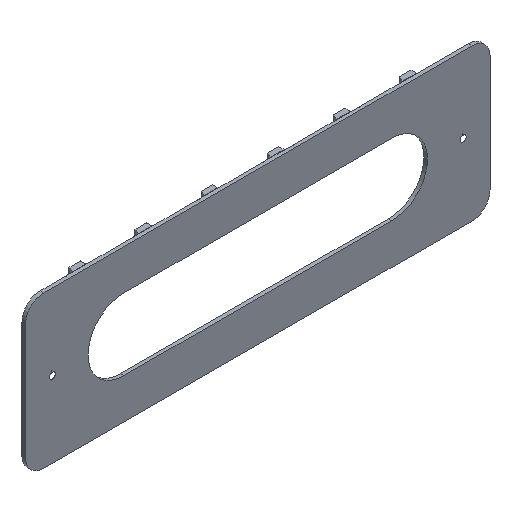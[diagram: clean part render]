
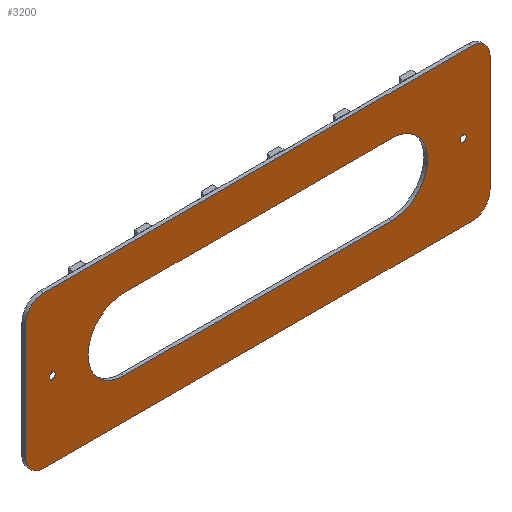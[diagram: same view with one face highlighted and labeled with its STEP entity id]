
A CAD part, isometric view. The second image highlights one B-rep face of the part: STEP entity #3200.
In plain terms, the highlighted planar face has unit normal (0, -1, 0).
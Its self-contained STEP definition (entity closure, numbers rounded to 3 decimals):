
#23 = ORIENTED_EDGE ( 'NONE', *, *, #3856, .T. ) ;
#30 = CARTESIAN_POINT ( 'NONE',  ( 260., 0., -10. ) ) ;
#230 = CARTESIAN_POINT ( 'NONE',  ( 250., 0., -10. ) ) ;
#237 = CARTESIAN_POINT ( 'NONE',  ( 245., 0., -44.136 ) ) ;
#257 = EDGE_CURVE ( 'NONE', #1310, #2939, #423, .T. ) ;
#272 = EDGE_CURVE ( 'NONE', #1474, #2797, #3316, .T. ) ;
#300 = DIRECTION ( 'NONE',  ( 0., 0., -1. ) ) ;
#301 = CIRCLE ( 'NONE', #1458, 10. ) ;
#317 = ORIENTED_EDGE ( 'NONE', *, *, #1038, .F. ) ;
#395 = EDGE_CURVE ( 'NONE', #2939, #2780, #301, .T. ) ;
#409 = CARTESIAN_POINT ( 'NONE',  ( 15., 0., -44.136 ) ) ;
#417 = LINE ( 'NONE', #3534, #905 ) ;
#423 = LINE ( 'NONE', #3052, #1960 ) ;
#442 = ORIENTED_EDGE ( 'NONE', *, *, #2703, .F. ) ;
#462 = CIRCLE ( 'NONE', #3545, 10. ) ;
#466 = AXIS2_PLACEMENT_3D ( 'NONE', #2894, #3283, #3235 ) ;
#492 = FACE_BOUND ( 'NONE', #1373, .T. ) ;
#563 = FACE_BOUND ( 'NONE', #1835, .T. ) ;
#595 = VECTOR ( 'NONE', #969, 1000. ) ;
#596 = DIRECTION ( 'NONE',  ( 0., 1., 0. ) ) ;
#615 = ORIENTED_EDGE ( 'NONE', *, *, #702, .T. ) ;
#659 = DIRECTION ( 'NONE',  ( 0., 1., 0. ) ) ;
#678 = ORIENTED_EDGE ( 'NONE', *, *, #395, .F. ) ;
#702 = EDGE_CURVE ( 'NONE', #2866, #2862, #2591, .T. ) ;
#777 = VERTEX_POINT ( 'NONE', #30 ) ;
#797 = CARTESIAN_POINT ( 'NONE',  ( 250., 0., -22.5 ) ) ;
#803 = VERTEX_POINT ( 'NONE', #409 ) ;
#808 = DIRECTION ( 'NONE',  ( 0., 1., 0. ) ) ;
#890 = CARTESIAN_POINT ( 'NONE',  ( 15., 0., -42.5 ) ) ;
#905 = VECTOR ( 'NONE', #1098, 1000. ) ;
#921 = CARTESIAN_POINT ( 'NONE',  ( 260., 0., -75. ) ) ;
#933 = CARTESIAN_POINT ( 'NONE',  ( 0., 0., -75. ) ) ;
#936 = DIRECTION ( 'NONE',  ( 0., 0., -1. ) ) ;
#969 = DIRECTION ( 'NONE',  ( 0., 0., 1. ) ) ;
#994 = LINE ( 'NONE', #4046, #595 ) ;
#1006 = VERTEX_POINT ( 'NONE', #1020 ) ;
#1020 = CARTESIAN_POINT ( 'NONE',  ( 15., 0., -40.864 ) ) ;
#1038 = EDGE_CURVE ( 'NONE', #777, #2074, #3972, .T. ) ;
#1047 = AXIS2_PLACEMENT_3D ( 'NONE', #4033, #2658, #2059 ) ;
#1056 = DIRECTION ( 'NONE',  ( 0., 1., 0. ) ) ;
#1084 = DIRECTION ( 'NONE',  ( 0., 1., 0. ) ) ;
#1086 = CARTESIAN_POINT ( 'NONE',  ( 10., 0., -85. ) ) ;
#1098 = DIRECTION ( 'NONE',  ( -1., 0., 0. ) ) ;
#1152 = ORIENTED_EDGE ( 'NONE', *, *, #272, .T. ) ;
#1165 = LINE ( 'NONE', #797, #4219 ) ;
#1219 = CARTESIAN_POINT ( 'NONE',  ( 15., 0., -42.5 ) ) ;
#1227 = EDGE_CURVE ( 'NONE', #2780, #1999, #994, .T. ) ;
#1240 = ORIENTED_EDGE ( 'NONE', *, *, #4342, .T. ) ;
#1254 = CARTESIAN_POINT ( 'NONE',  ( 245., 0., -42.5 ) ) ;
#1302 = CARTESIAN_POINT ( 'NONE',  ( 10., 0., -10. ) ) ;
#1310 = VERTEX_POINT ( 'NONE', #1443 ) ;
#1349 = AXIS2_PLACEMENT_3D ( 'NONE', #1219, #808, #3568 ) ;
#1373 = EDGE_LOOP ( 'NONE', ( #2742, #1951, #1240, #615 ) ) ;
#1443 = CARTESIAN_POINT ( 'NONE',  ( 250., 0., -85. ) ) ;
#1458 = AXIS2_PLACEMENT_3D ( 'NONE', #1693, #2710, #4087 ) ;
#1474 = VERTEX_POINT ( 'NONE', #237 ) ;
#1523 = DIRECTION ( 'NONE',  ( 0., 1., 0. ) ) ;
#1558 = CARTESIAN_POINT ( 'NONE',  ( 55., 0., -62.5 ) ) ;
#1568 = DIRECTION ( 'NONE',  ( 0., 0., -1. ) ) ;
#1682 = VECTOR ( 'NONE', #3997, 1000. ) ;
#1693 = CARTESIAN_POINT ( 'NONE',  ( 10., 0., -75. ) ) ;
#1721 = DIRECTION ( 'NONE',  ( 0., 0., -1. ) ) ;
#1835 = EDGE_LOOP ( 'NONE', ( #2809, #3861 ) ) ;
#1854 = CARTESIAN_POINT ( 'NONE',  ( 10., 0., 0. ) ) ;
#1919 = AXIS2_PLACEMENT_3D ( 'NONE', #1254, #596, #936 ) ;
#1951 = ORIENTED_EDGE ( 'NONE', *, *, #3256, .T. ) ;
#1960 = VECTOR ( 'NONE', #4170, 1000. ) ;
#1999 = VERTEX_POINT ( 'NONE', #3499 ) ;
#2059 = DIRECTION ( 'NONE',  ( 0., 0., -1. ) ) ;
#2063 = VERTEX_POINT ( 'NONE', #1558 ) ;
#2074 = VERTEX_POINT ( 'NONE', #921 ) ;
#2097 = AXIS2_PLACEMENT_3D ( 'NONE', #4235, #1084, #3151 ) ;
#2270 = CIRCLE ( 'NONE', #1919, 1.636 ) ;
#2412 = AXIS2_PLACEMENT_3D ( 'NONE', #890, #2567, #4341 ) ;
#2479 = VECTOR ( 'NONE', #4076, 1000. ) ;
#2555 = FACE_BOUND ( 'NONE', #3690, .T. ) ;
#2567 = DIRECTION ( 'NONE',  ( 0., 1., 0. ) ) ;
#2591 = CIRCLE ( 'NONE', #2876, 20. ) ;
#2648 = ORIENTED_EDGE ( 'NONE', *, *, #2811, .F. ) ;
#2649 = CARTESIAN_POINT ( 'NONE',  ( 10., 0., 0. ) ) ;
#2653 = CARTESIAN_POINT ( 'NONE',  ( 55., 0., -42.5 ) ) ;
#2658 = DIRECTION ( 'NONE',  ( 0., 1., 0. ) ) ;
#2703 = EDGE_CURVE ( 'NONE', #4375, #777, #4356, .T. ) ;
#2710 = DIRECTION ( 'NONE',  ( 0., 1., 0. ) ) ;
#2722 = CARTESIAN_POINT ( 'NONE',  ( 205., 0., -62.5 ) ) ;
#2742 = ORIENTED_EDGE ( 'NONE', *, *, #3446, .T. ) ;
#2763 = EDGE_CURVE ( 'NONE', #2074, #1310, #3772, .T. ) ;
#2780 = VERTEX_POINT ( 'NONE', #933 ) ;
#2797 = VERTEX_POINT ( 'NONE', #3759 ) ;
#2809 = ORIENTED_EDGE ( 'NONE', *, *, #3119, .T. ) ;
#2811 = EDGE_CURVE ( 'NONE', #1999, #3116, #462, .T. ) ;
#2862 = VERTEX_POINT ( 'NONE', #2722 ) ;
#2866 = VERTEX_POINT ( 'NONE', #3088 ) ;
#2876 = AXIS2_PLACEMENT_3D ( 'NONE', #3073, #4407, #4059 ) ;
#2887 = CARTESIAN_POINT ( 'NONE',  ( 260., 0., -10. ) ) ;
#2894 = CARTESIAN_POINT ( 'NONE',  ( 250., 0., -75. ) ) ;
#2939 = VERTEX_POINT ( 'NONE', #1086 ) ;
#2969 = CARTESIAN_POINT ( 'NONE',  ( 55., 0., -22.5 ) ) ;
#3052 = CARTESIAN_POINT ( 'NONE',  ( 10., 0., -85. ) ) ;
#3066 = CIRCLE ( 'NONE', #3419, 20. ) ;
#3073 = CARTESIAN_POINT ( 'NONE',  ( 205., 0., -42.5 ) ) ;
#3088 = CARTESIAN_POINT ( 'NONE',  ( 205., 0., -22.5 ) ) ;
#3116 = VERTEX_POINT ( 'NONE', #1854 ) ;
#3119 = EDGE_CURVE ( 'NONE', #1006, #803, #3265, .T. ) ;
#3151 = DIRECTION ( 'NONE',  ( 0., 0., -1. ) ) ;
#3200 = ADVANCED_FACE ( 'NONE', ( #2555, #563, #3911, #492 ), #3615, .T. ) ;
#3235 = DIRECTION ( 'NONE',  ( 0., 0., -1. ) ) ;
#3256 = EDGE_CURVE ( 'NONE', #2063, #3297, #3066, .T. ) ;
#3265 = CIRCLE ( 'NONE', #1349, 1.636 ) ;
#3283 = DIRECTION ( 'NONE',  ( 0., -1., 0. ) ) ;
#3297 = VERTEX_POINT ( 'NONE', #2969 ) ;
#3302 = LINE ( 'NONE', #2649, #2479 ) ;
#3303 = ORIENTED_EDGE ( 'NONE', *, *, #2763, .F. ) ;
#3316 = CIRCLE ( 'NONE', #2097, 1.636 ) ;
#3322 = EDGE_LOOP ( 'NONE', ( #3303, #317, #442, #4328, #2648, #3355, #678, #4316 ) ) ;
#3345 = AXIS2_PLACEMENT_3D ( 'NONE', #230, #1523, #1568 ) ;
#3355 = ORIENTED_EDGE ( 'NONE', *, *, #1227, .F. ) ;
#3419 = AXIS2_PLACEMENT_3D ( 'NONE', #2653, #1056, #1721 ) ;
#3446 = EDGE_CURVE ( 'NONE', #2862, #2063, #417, .T. ) ;
#3499 = CARTESIAN_POINT ( 'NONE',  ( 0., 0., -10. ) ) ;
#3501 = EDGE_CURVE ( 'NONE', #803, #1006, #4440, .T. ) ;
#3534 = CARTESIAN_POINT ( 'NONE',  ( 250., 0., -62.5 ) ) ;
#3545 = AXIS2_PLACEMENT_3D ( 'NONE', #1302, #659, #300 ) ;
#3568 = DIRECTION ( 'NONE',  ( 0., 0., -1. ) ) ;
#3582 = DIRECTION ( 'NONE',  ( 1., 0., 0. ) ) ;
#3615 = PLANE ( 'NONE',  #466 ) ;
#3690 = EDGE_LOOP ( 'NONE', ( #23, #1152 ) ) ;
#3696 = EDGE_CURVE ( 'NONE', #3116, #4375, #3302, .T. ) ;
#3759 = CARTESIAN_POINT ( 'NONE',  ( 245., 0., -40.864 ) ) ;
#3772 = CIRCLE ( 'NONE', #1047, 10. ) ;
#3856 = EDGE_CURVE ( 'NONE', #2797, #1474, #2270, .T. ) ;
#3861 = ORIENTED_EDGE ( 'NONE', *, *, #3501, .T. ) ;
#3911 = FACE_OUTER_BOUND ( 'NONE', #3322, .T. ) ;
#3972 = LINE ( 'NONE', #2887, #1682 ) ;
#3997 = DIRECTION ( 'NONE',  ( 0., 0., -1. ) ) ;
#4033 = CARTESIAN_POINT ( 'NONE',  ( 250., 0., -75. ) ) ;
#4046 = CARTESIAN_POINT ( 'NONE',  ( 0., 0., -10. ) ) ;
#4059 = DIRECTION ( 'NONE',  ( 0., 0., -1. ) ) ;
#4076 = DIRECTION ( 'NONE',  ( 1., 0., 0. ) ) ;
#4087 = DIRECTION ( 'NONE',  ( 0., 0., 1. ) ) ;
#4170 = DIRECTION ( 'NONE',  ( -1., 0., 0. ) ) ;
#4219 = VECTOR ( 'NONE', #3582, 1000. ) ;
#4235 = CARTESIAN_POINT ( 'NONE',  ( 245., 0., -42.5 ) ) ;
#4269 = CARTESIAN_POINT ( 'NONE',  ( 250., 0., 0. ) ) ;
#4316 = ORIENTED_EDGE ( 'NONE', *, *, #257, .F. ) ;
#4328 = ORIENTED_EDGE ( 'NONE', *, *, #3696, .F. ) ;
#4341 = DIRECTION ( 'NONE',  ( 0., 0., -1. ) ) ;
#4342 = EDGE_CURVE ( 'NONE', #3297, #2866, #1165, .T. ) ;
#4356 = CIRCLE ( 'NONE', #3345, 10. ) ;
#4375 = VERTEX_POINT ( 'NONE', #4269 ) ;
#4407 = DIRECTION ( 'NONE',  ( 0., 1., 0. ) ) ;
#4440 = CIRCLE ( 'NONE', #2412, 1.636 ) ;
